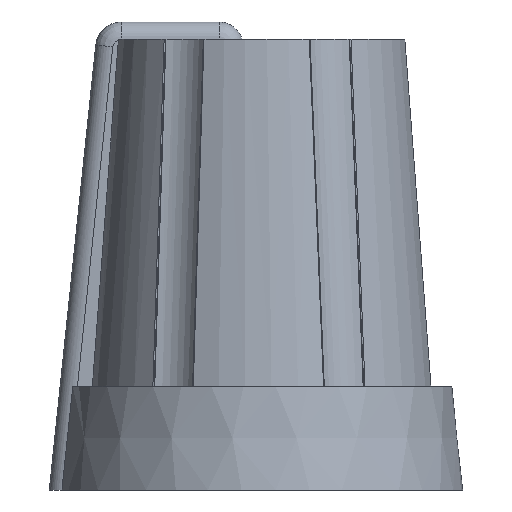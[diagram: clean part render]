
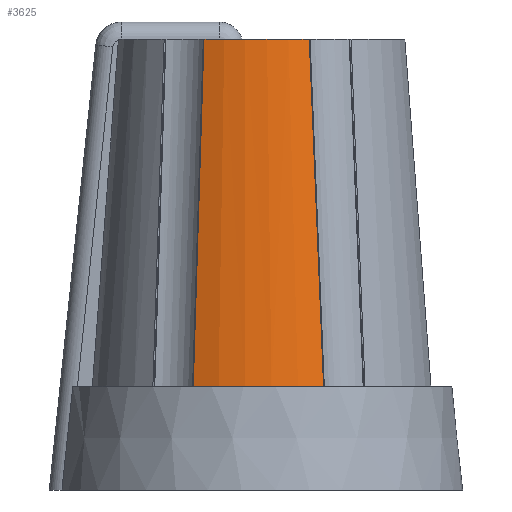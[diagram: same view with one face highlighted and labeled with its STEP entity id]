
A CAD part, left-side view. The second image highlights one B-rep face of the part: STEP entity #3625.
In plain terms, the highlighted free-form (B-spline) face has degree [6, 1] with [7, 2] control points.
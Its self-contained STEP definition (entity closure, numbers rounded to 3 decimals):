
#1224 = VERTEX_POINT('',#1225);
#1225 = CARTESIAN_POINT('',(-5.548,-2.151,3.6));
#1329 = EDGE_CURVE('',#1330,#1224,#1332,.T.);
#1330 = VERTEX_POINT('',#1331);
#1331 = CARTESIAN_POINT('',(-5.45,2.387,3.6));
#1332 = CIRCLE('',#1333,5.95);
#1333 = AXIS2_PLACEMENT_3D('',#1334,#1335,#1336);
#1334 = CARTESIAN_POINT('',(0.,0.,3.6));
#1335 = DIRECTION('',(0.,0.,1.));
#1336 = DIRECTION('',(1.,0.,0.));
#2459 = VERTEX_POINT('',#2460);
#2460 = CARTESIAN_POINT('',(-4.631,2.014,15.7));
#2564 = EDGE_CURVE('',#2459,#2565,#2567,.T.);
#2565 = VERTEX_POINT('',#2566);
#2566 = CARTESIAN_POINT('',(-4.772,-1.653,15.7));
#2567 = CIRCLE('',#2568,5.05);
#2568 = AXIS2_PLACEMENT_3D('',#2569,#2570,#2571);
#2569 = CARTESIAN_POINT('',(0.,0.,15.7));
#2570 = DIRECTION('',(0.,0.,1.));
#2571 = DIRECTION('',(1.,0.,0.));
#3588 = EDGE_CURVE('',#1330,#2459,#3589,.T.);
#3589 = ( BOUNDED_CURVE() B_SPLINE_CURVE(3,(#3590,#3591,#3592,#3593,
    #3594,#3595,#3596,#3597),.UNSPECIFIED.,.F.,.F.) 
B_SPLINE_CURVE_WITH_KNOTS((4,2,2,4),(-0.74,0.,
12.135,12.878),.UNSPECIFIED.) CURVE() 
GEOMETRIC_REPRESENTATION_ITEM() RATIONAL_B_SPLINE_CURVE((1.,1.,1.,1.,1.,
1.,1.,1.)) REPRESENTATION_ITEM('') );
#3590 = CARTESIAN_POINT('',(-5.5,2.41,
    2.859));
#3591 = CARTESIAN_POINT('',(-5.484,2.402,
    3.107));
#3592 = CARTESIAN_POINT('',(-5.467,2.395,3.354
    ));
#3593 = CARTESIAN_POINT('',(-5.177,2.263,
    7.634));
#3594 = CARTESIAN_POINT('',(-4.904,2.138,
    11.668));
#3595 = CARTESIAN_POINT('',(-4.614,2.006,
    15.949));
#3596 = CARTESIAN_POINT('',(-4.597,1.999,
    16.196));
#3597 = CARTESIAN_POINT('',(-4.581,1.991,
    16.442));
#3625 = ADVANCED_FACE('',(#3626),#3645,.T.);
#3626 = FACE_BOUND('',#3627,.T.);
#3627 = EDGE_LOOP('',(#3628,#3629,#3643,#3644));
#3628 = ORIENTED_EDGE('',*,*,#1329,.T.);
#3629 = ORIENTED_EDGE('',*,*,#3630,.T.);
#3630 = EDGE_CURVE('',#1224,#2565,#3631,.T.);
#3631 = ( BOUNDED_CURVE() B_SPLINE_CURVE(4,(#3632,#3633,#3634,#3635,
    #3636,#3637,#3638,#3639,#3640,#3641,#3642),.UNSPECIFIED.,.F.,.F.) 
B_SPLINE_CURVE_WITH_KNOTS((5,3,3,5),(-0.741,0.,
12.137,12.879),.UNSPECIFIED.) CURVE() 
GEOMETRIC_REPRESENTATION_ITEM() RATIONAL_B_SPLINE_CURVE((1.,1.,1.,1.,1.,
1.,1.,1.,1.,1.,1.)) REPRESENTATION_ITEM('') );
#3632 = CARTESIAN_POINT('',(-5.595,-2.182,
    2.859));
#3633 = CARTESIAN_POINT('',(-5.583,-2.174,
    3.045));
#3634 = CARTESIAN_POINT('',(-5.571,-2.166,
    3.23));
#3635 = CARTESIAN_POINT('',(-5.559,-2.159,
    3.415));
#3636 = CARTESIAN_POINT('',(-5.354,-2.027,
    6.625));
#3637 = CARTESIAN_POINT('',(-5.16,-1.902,
    9.651));
#3638 = CARTESIAN_POINT('',(-4.966,-1.777,
    12.676));
#3639 = CARTESIAN_POINT('',(-4.76,-1.645,
    15.886));
#3640 = CARTESIAN_POINT('',(-4.748,-1.637,
    16.072));
#3641 = CARTESIAN_POINT('',(-4.736,-1.63,
    16.257));
#3642 = CARTESIAN_POINT('',(-4.724,-1.622,
    16.442));
#3643 = ORIENTED_EDGE('',*,*,#2564,.F.);
#3644 = ORIENTED_EDGE('',*,*,#3588,.F.);
#3645 = B_SPLINE_SURFACE_WITH_KNOTS('',6,1,(
    (#3646,#3647)
    ,(#3648,#3649)
    ,(#3650,#3651)
    ,(#3652,#3653)
    ,(#3654,#3655)
    ,(#3656,#3657)
    ,(#3658,#3659
    )),.UNSPECIFIED.,.F.,.F.,.F.,(7,7),(2,2),(2.724,
    3.516),(0.,1.),.PIECEWISE_BEZIER_KNOTS.);
#3646 = CARTESIAN_POINT('',(-5.439,2.412,3.6));
#3647 = CARTESIAN_POINT('',(-4.62,2.039,15.7));
#3648 = CARTESIAN_POINT('',(-5.758,1.694,3.6));
#3649 = CARTESIAN_POINT('',(-4.876,1.458,15.7));
#3650 = CARTESIAN_POINT('',(-5.962,0.926,3.6));
#3651 = CARTESIAN_POINT('',(-5.045,0.839,15.7));
#3652 = CARTESIAN_POINT('',(-6.043,0.13,3.6));
#3653 = CARTESIAN_POINT('',(-5.119,0.197,15.7));
#3654 = CARTESIAN_POINT('',(-5.996,-0.669,3.6));
#3655 = CARTESIAN_POINT('',(-5.095,-0.449,15.7));
#3656 = CARTESIAN_POINT('',(-5.825,-1.445,3.6));
#3657 = CARTESIAN_POINT('',(-4.974,-1.08,15.7));
#3658 = CARTESIAN_POINT('',(-5.538,-2.176,3.6));
#3659 = CARTESIAN_POINT('',(-4.763,-1.679,15.7));
